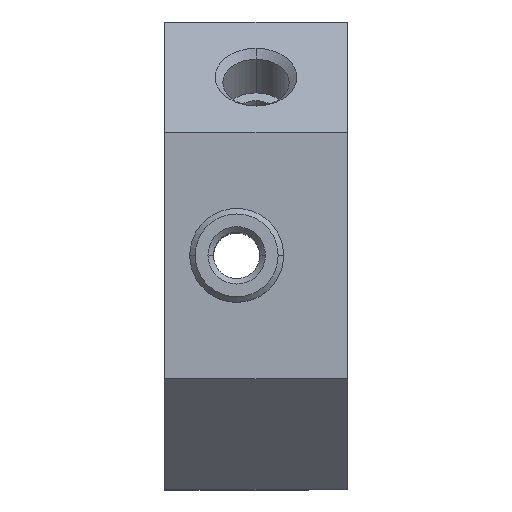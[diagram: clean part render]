
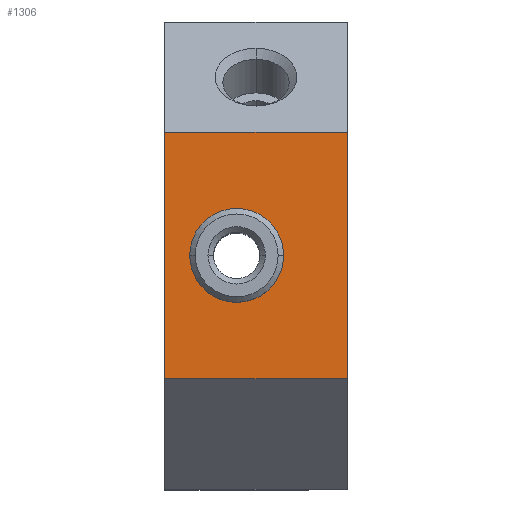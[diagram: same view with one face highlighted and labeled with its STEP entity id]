
A CAD part, top view. The second image highlights one B-rep face of the part: STEP entity #1306.
In plain terms, the highlighted planar face has unit normal (0, 0, 1).
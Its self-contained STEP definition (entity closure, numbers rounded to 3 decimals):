
#65 = LINE ( 'NONE', #929, #817 ) ;
#67 = CARTESIAN_POINT ( 'NONE',  ( 68.25, 0., 20. ) ) ;
#113 = CARTESIAN_POINT ( 'NONE',  ( 66., 0., 20. ) ) ;
#131 = PLANE ( 'NONE',  #2724 ) ;
#247 = DIRECTION ( 'NONE',  ( -1., 0., 0. ) ) ;
#291 = EDGE_LOOP ( 'NONE', ( #1127, #1575, #1029, #1343 ) ) ;
#305 = VECTOR ( 'NONE', #1069, 1000. ) ;
#403 = DIRECTION ( 'NONE',  ( -1., 0., 0. ) ) ;
#417 = CIRCLE ( 'NONE', #875, 4.25 ) ;
#538 = CARTESIAN_POINT ( 'NONE',  ( 79., 0., 20. ) ) ;
#557 = DIRECTION ( 'NONE',  ( -1., 0., 0. ) ) ;
#750 = CARTESIAN_POINT ( 'NONE',  ( 66., 11.15, 20. ) ) ;
#817 = VECTOR ( 'NONE', #2403, 1000. ) ;
#854 = EDGE_CURVE ( 'NONE', #1202, #1165, #1834, .T. ) ;
#875 = AXIS2_PLACEMENT_3D ( 'NONE', #1701, #2552, #403 ) ;
#889 = CARTESIAN_POINT ( 'NONE',  ( 72.5, 0., 20. ) ) ;
#929 = CARTESIAN_POINT ( 'NONE',  ( 82.5, 0., 20. ) ) ;
#985 = VERTEX_POINT ( 'NONE', #1763 ) ;
#995 = CARTESIAN_POINT ( 'NONE',  ( 82.5, 11.15, 20. ) ) ;
#1029 = ORIENTED_EDGE ( 'NONE', *, *, #1707, .F. ) ;
#1055 = CARTESIAN_POINT ( 'NONE',  ( 79., -11.15, 20. ) ) ;
#1069 = DIRECTION ( 'NONE',  ( -1., 0., 0. ) ) ;
#1127 = ORIENTED_EDGE ( 'NONE', *, *, #854, .T. ) ;
#1165 = VERTEX_POINT ( 'NONE', #2329 ) ;
#1202 = VERTEX_POINT ( 'NONE', #750 ) ;
#1233 = VECTOR ( 'NONE', #557, 1000. ) ;
#1243 = ORIENTED_EDGE ( 'NONE', *, *, #1690, .F. ) ;
#1306 = ADVANCED_FACE ( 'NONE', ( #1836, #2508 ), #131, .F. ) ;
#1310 = VERTEX_POINT ( 'NONE', #67 ) ;
#1343 = ORIENTED_EDGE ( 'NONE', *, *, #1596, .T. ) ;
#1358 = DIRECTION ( 'NONE',  ( 0., 0., 1. ) ) ;
#1402 = DIRECTION ( 'NONE',  ( -1., 0., 0. ) ) ;
#1451 = CIRCLE ( 'NONE', #2045, 4.25 ) ;
#1528 = EDGE_CURVE ( 'NONE', #1991, #1165, #2593, .T. ) ;
#1575 = ORIENTED_EDGE ( 'NONE', *, *, #1528, .F. ) ;
#1596 = EDGE_CURVE ( 'NONE', #2428, #1202, #2365, .T. ) ;
#1690 = EDGE_CURVE ( 'NONE', #985, #1310, #1451, .T. ) ;
#1701 = CARTESIAN_POINT ( 'NONE',  ( 72.5, 0., 20. ) ) ;
#1707 = EDGE_CURVE ( 'NONE', #2428, #1991, #65, .T. ) ;
#1763 = CARTESIAN_POINT ( 'NONE',  ( 76.75, 0., 20. ) ) ;
#1810 = EDGE_CURVE ( 'NONE', #1310, #985, #417, .T. ) ;
#1834 = LINE ( 'NONE', #113, #2159 ) ;
#1836 = FACE_OUTER_BOUND ( 'NONE', #291, .T. ) ;
#1991 = VERTEX_POINT ( 'NONE', #2712 ) ;
#2016 = DIRECTION ( 'NONE',  ( 0., -1., 0. ) ) ;
#2045 = AXIS2_PLACEMENT_3D ( 'NONE', #889, #1358, #247 ) ;
#2159 = VECTOR ( 'NONE', #2016, 1000. ) ;
#2329 = CARTESIAN_POINT ( 'NONE',  ( 66., -11.15, 20. ) ) ;
#2351 = CARTESIAN_POINT ( 'NONE',  ( 79., 11.15, 20. ) ) ;
#2365 = LINE ( 'NONE', #2351, #305 ) ;
#2403 = DIRECTION ( 'NONE',  ( 0., -1., 0. ) ) ;
#2428 = VERTEX_POINT ( 'NONE', #995 ) ;
#2431 = ORIENTED_EDGE ( 'NONE', *, *, #1810, .F. ) ;
#2508 = FACE_BOUND ( 'NONE', #2739, .T. ) ;
#2552 = DIRECTION ( 'NONE',  ( 0., 0., 1. ) ) ;
#2593 = LINE ( 'NONE', #1055, #1233 ) ;
#2712 = CARTESIAN_POINT ( 'NONE',  ( 82.5, -11.15, 20. ) ) ;
#2724 = AXIS2_PLACEMENT_3D ( 'NONE', #538, #2736, #1402 ) ;
#2736 = DIRECTION ( 'NONE',  ( 0., 0., -1. ) ) ;
#2739 = EDGE_LOOP ( 'NONE', ( #2431, #1243 ) ) ;
